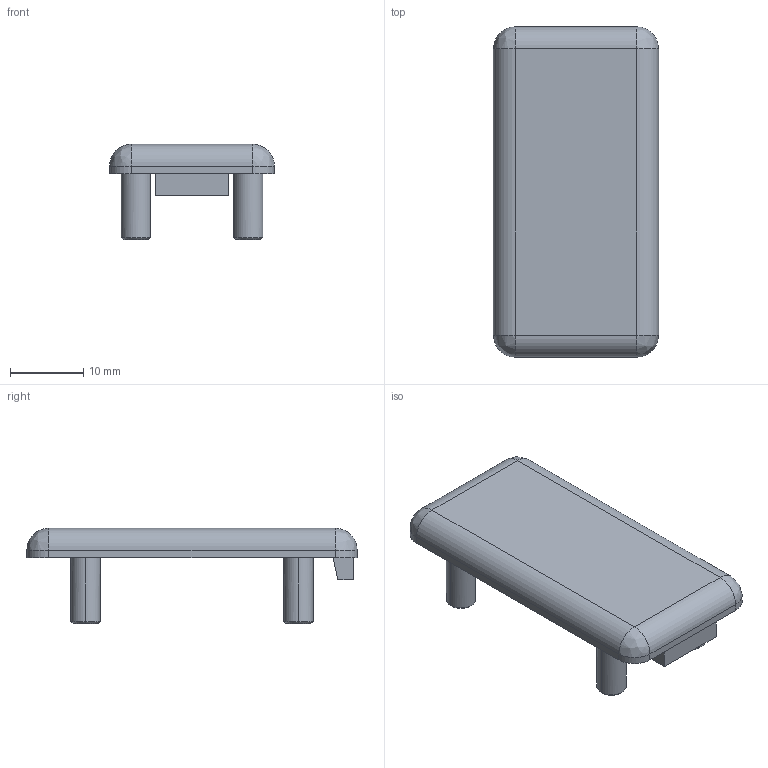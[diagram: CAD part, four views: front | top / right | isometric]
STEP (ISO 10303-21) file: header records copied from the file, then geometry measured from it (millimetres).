
FILE_DESCRIPTION (( 'STEP AP203' ), '1' );
FILE_NAME ('411501577.STEP', '2022-08-26T15:56:52', ( '' ), ( '' ), 'SwSTEP 2.0', 'SolidWorks 2014', '' );
FILE_SCHEMA (( 'CONFIG_CONTROL_DESIGN' ));
Length unit declared in the file: millimetre
Products named in the file (1): 411501577
Bounding box: 22.5 x 45 x 13 mm (x, y, z)
Volume: 3695.8 mm3; surface area: 2994.6 mm2
Topology: 1 solids, 1 shells, 53 faces, 134 edges, 80 vertices
Faces by surface type: plane 25, cylinder 16, cone 8, bspline 4
Entity records: 1673 total; most frequent: CARTESIAN_POINT 324, DIRECTION 278, ORIENTED_EDGE 260, EDGE_CURVE 130, AXIS2_PLACEMENT_3D 98, VECTOR 82, LINE 82, VERTEX_POINT 80
